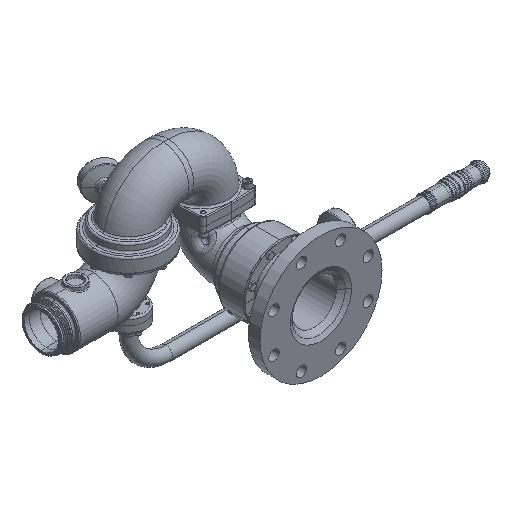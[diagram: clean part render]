
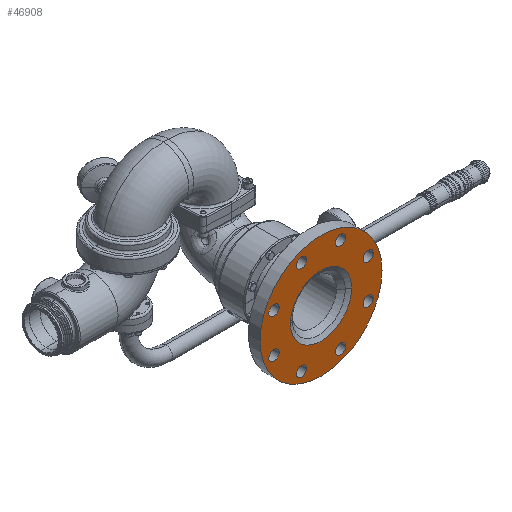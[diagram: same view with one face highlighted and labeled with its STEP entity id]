
A CAD part, isometric view. The second image highlights one B-rep face of the part: STEP entity #46908.
In plain terms, the highlighted planar face has unit normal (0, -1, 0).
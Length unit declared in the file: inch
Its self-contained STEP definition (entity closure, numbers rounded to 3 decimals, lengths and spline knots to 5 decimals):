
#45567=CARTESIAN_POINT('',(2.5,-8.682,0.));
#45568=DIRECTION('',(0.,-1.,0.));
#45569=DIRECTION('',(-1.,0.,0.));
#45570=AXIS2_PLACEMENT_3D('',#45567,#45568,#45569);
#45576=CARTESIAN_POINT('',(2.5,-8.682,0.));
#45577=DIRECTION('',(0.,1.,0.));
#45578=DIRECTION('',(-1.,0.,0.));
#45579=AXIS2_PLACEMENT_3D('',#45576,#45577,#45578);
#45595=CARTESIAN_POINT('',(-0.96455,-8.682,1.43506));
#45596=DIRECTION('',(0.,1.,0.));
#45597=DIRECTION('',(-1.,0.,0.));
#45598=AXIS2_PLACEMENT_3D('',#45595,#45596,#45597);
#45600=CARTESIAN_POINT('',(-0.96455,-8.682,1.43506));
#45601=DIRECTION('',(0.,1.,0.));
#45602=DIRECTION('',(1.,0.,0.));
#45603=AXIS2_PLACEMENT_3D('',#45600,#45601,#45602);
#45605=CARTESIAN_POINT('',(-0.96455,-8.682,-1.43506));
#45606=DIRECTION('',(0.,1.,0.));
#45607=DIRECTION('',(-1.,0.,0.));
#45608=AXIS2_PLACEMENT_3D('',#45605,#45606,#45607);
#45610=CARTESIAN_POINT('',(-0.96455,-8.682,-1.43506));
#45611=DIRECTION('',(0.,1.,0.));
#45612=DIRECTION('',(1.,0.,0.));
#45613=AXIS2_PLACEMENT_3D('',#45610,#45611,#45612);
#45615=CARTESIAN_POINT('',(1.06494,-8.682,-3.46455));
#45616=DIRECTION('',(0.,1.,0.));
#45617=DIRECTION('',(-1.,0.,0.));
#45618=AXIS2_PLACEMENT_3D('',#45615,#45616,#45617);
#45620=CARTESIAN_POINT('',(1.06494,-8.682,-3.46455));
#45621=DIRECTION('',(0.,1.,0.));
#45622=DIRECTION('',(1.,0.,0.));
#45623=AXIS2_PLACEMENT_3D('',#45620,#45621,#45622);
#45625=CARTESIAN_POINT('',(3.93506,-8.682,-3.46455));
#45626=DIRECTION('',(0.,1.,0.));
#45627=DIRECTION('',(-1.,0.,0.));
#45628=AXIS2_PLACEMENT_3D('',#45625,#45626,#45627);
#45630=CARTESIAN_POINT('',(3.93506,-8.682,-3.46455));
#45631=DIRECTION('',(0.,1.,0.));
#45632=DIRECTION('',(1.,0.,0.));
#45633=AXIS2_PLACEMENT_3D('',#45630,#45631,#45632);
#45635=CARTESIAN_POINT('',(5.96455,-8.682,-1.43506));
#45636=DIRECTION('',(0.,1.,0.));
#45637=DIRECTION('',(-1.,0.,0.));
#45638=AXIS2_PLACEMENT_3D('',#45635,#45636,#45637);
#45640=CARTESIAN_POINT('',(5.96455,-8.682,-1.43506));
#45641=DIRECTION('',(0.,1.,0.));
#45642=DIRECTION('',(1.,0.,0.));
#45643=AXIS2_PLACEMENT_3D('',#45640,#45641,#45642);
#45645=CARTESIAN_POINT('',(5.96455,-8.682,1.43506));
#45646=DIRECTION('',(0.,1.,0.));
#45647=DIRECTION('',(-1.,0.,0.));
#45648=AXIS2_PLACEMENT_3D('',#45645,#45646,#45647);
#45650=CARTESIAN_POINT('',(5.96455,-8.682,1.43506));
#45651=DIRECTION('',(0.,1.,0.));
#45652=DIRECTION('',(1.,0.,0.));
#45653=AXIS2_PLACEMENT_3D('',#45650,#45651,#45652);
#45655=CARTESIAN_POINT('',(3.93506,-8.682,3.46455));
#45656=DIRECTION('',(0.,1.,0.));
#45657=DIRECTION('',(-1.,0.,0.));
#45658=AXIS2_PLACEMENT_3D('',#45655,#45656,#45657);
#45660=CARTESIAN_POINT('',(3.93506,-8.682,3.46455));
#45661=DIRECTION('',(0.,1.,0.));
#45662=DIRECTION('',(1.,0.,0.));
#45663=AXIS2_PLACEMENT_3D('',#45660,#45661,#45662);
#45665=CARTESIAN_POINT('',(1.06494,-8.682,3.46455));
#45666=DIRECTION('',(0.,1.,0.));
#45667=DIRECTION('',(-1.,0.,0.));
#45668=AXIS2_PLACEMENT_3D('',#45665,#45666,#45667);
#45670=CARTESIAN_POINT('',(1.06494,-8.682,3.46455));
#45671=DIRECTION('',(0.,1.,0.));
#45672=DIRECTION('',(1.,0.,0.));
#45673=AXIS2_PLACEMENT_3D('',#45670,#45671,#45672);
#45675=CARTESIAN_POINT('',(2.5,-8.682,0.));
#45676=DIRECTION('',(0.,1.,0.));
#45677=DIRECTION('',(-1.,0.,0.));
#45678=AXIS2_PLACEMENT_3D('',#45675,#45676,#45677);
#45680=CARTESIAN_POINT('',(2.5,-8.682,0.));
#45681=DIRECTION('',(0.,1.,0.));
#45682=DIRECTION('',(1.,0.,0.));
#45683=AXIS2_PLACEMENT_3D('',#45680,#45681,#45682);
#46033=CARTESIAN_POINT('',(-1.984,-8.682,0.));
#46034=CARTESIAN_POINT('',(6.984,-8.682,0.));
#46035=VERTEX_POINT('',#46033);
#46036=VERTEX_POINT('',#46034);
#46088=CARTESIAN_POINT('',(-1.33955,-8.682,1.43506));
#46089=CARTESIAN_POINT('',(-0.58955,-8.682,1.43506));
#46090=VERTEX_POINT('',#46088);
#46091=VERTEX_POINT('',#46089);
#46096=CARTESIAN_POINT('',(-1.33955,-8.682,-1.43506));
#46097=CARTESIAN_POINT('',(-0.58955,-8.682,-1.43506));
#46098=VERTEX_POINT('',#46096);
#46099=VERTEX_POINT('',#46097);
#46104=CARTESIAN_POINT('',(0.68994,-8.682,-3.46455));
#46105=CARTESIAN_POINT('',(1.43994,-8.682,-3.46455));
#46106=VERTEX_POINT('',#46104);
#46107=VERTEX_POINT('',#46105);
#46112=CARTESIAN_POINT('',(3.56006,-8.682,-3.46455));
#46113=CARTESIAN_POINT('',(4.31006,-8.682,-3.46455));
#46114=VERTEX_POINT('',#46112);
#46115=VERTEX_POINT('',#46113);
#46141=CARTESIAN_POINT('',(5.58955,-8.682,-1.43506));
#46142=CARTESIAN_POINT('',(6.33955,-8.682,-1.43506));
#46143=VERTEX_POINT('',#46141);
#46144=VERTEX_POINT('',#46142);
#46149=CARTESIAN_POINT('',(5.58955,-8.682,1.43506));
#46150=CARTESIAN_POINT('',(6.33955,-8.682,1.43506));
#46151=VERTEX_POINT('',#46149);
#46152=VERTEX_POINT('',#46150);
#46157=CARTESIAN_POINT('',(3.56006,-8.682,3.46455));
#46158=CARTESIAN_POINT('',(4.31006,-8.682,3.46455));
#46159=VERTEX_POINT('',#46157);
#46160=VERTEX_POINT('',#46158);
#46165=CARTESIAN_POINT('',(0.68994,-8.682,3.46455));
#46166=CARTESIAN_POINT('',(1.43994,-8.682,3.46455));
#46167=VERTEX_POINT('',#46165);
#46168=VERTEX_POINT('',#46166);
#46173=CARTESIAN_POINT('',(0.25,-8.682,0.));
#46174=CARTESIAN_POINT('',(4.75,-8.682,0.));
#46175=VERTEX_POINT('',#46173);
#46176=VERTEX_POINT('',#46174);
#46845=CARTESIAN_POINT('',(2.5,-8.682,0.));
#46846=DIRECTION('',(0.,-1.,0.));
#46847=DIRECTION('',(-1.,0.,0.));
#46848=AXIS2_PLACEMENT_3D('',#46845,#46846,#46847);
#46849=PLANE('',#46848);
#46850=ORIENTED_EDGE('',*,*,#46827,.T.);
#46851=ORIENTED_EDGE('',*,*,#46812,.F.);
#46852=EDGE_LOOP('',(#46850,#46851));
#46853=FACE_OUTER_BOUND('',#46852,.F.);
#46855=ORIENTED_EDGE('',*,*,#46854,.F.);
#46857=ORIENTED_EDGE('',*,*,#46856,.F.);
#46858=EDGE_LOOP('',(#46855,#46857));
#46859=FACE_BOUND('',#46858,.F.);
#46861=ORIENTED_EDGE('',*,*,#46860,.F.);
#46863=ORIENTED_EDGE('',*,*,#46862,.F.);
#46864=EDGE_LOOP('',(#46861,#46863));
#46865=FACE_BOUND('',#46864,.F.);
#46867=ORIENTED_EDGE('',*,*,#46866,.F.);
#46869=ORIENTED_EDGE('',*,*,#46868,.F.);
#46870=EDGE_LOOP('',(#46867,#46869));
#46871=FACE_BOUND('',#46870,.F.);
#46873=ORIENTED_EDGE('',*,*,#46872,.F.);
#46875=ORIENTED_EDGE('',*,*,#46874,.F.);
#46876=EDGE_LOOP('',(#46873,#46875));
#46877=FACE_BOUND('',#46876,.F.);
#46879=ORIENTED_EDGE('',*,*,#46878,.F.);
#46881=ORIENTED_EDGE('',*,*,#46880,.F.);
#46882=EDGE_LOOP('',(#46879,#46881));
#46883=FACE_BOUND('',#46882,.F.);
#46885=ORIENTED_EDGE('',*,*,#46884,.F.);
#46887=ORIENTED_EDGE('',*,*,#46886,.F.);
#46888=EDGE_LOOP('',(#46885,#46887));
#46889=FACE_BOUND('',#46888,.F.);
#46891=ORIENTED_EDGE('',*,*,#46890,.F.);
#46893=ORIENTED_EDGE('',*,*,#46892,.F.);
#46894=EDGE_LOOP('',(#46891,#46893));
#46895=FACE_BOUND('',#46894,.F.);
#46897=ORIENTED_EDGE('',*,*,#46896,.F.);
#46899=ORIENTED_EDGE('',*,*,#46898,.F.);
#46900=EDGE_LOOP('',(#46897,#46899));
#46901=FACE_BOUND('',#46900,.F.);
#46903=ORIENTED_EDGE('',*,*,#46902,.F.);
#46905=ORIENTED_EDGE('',*,*,#46904,.F.);
#46906=EDGE_LOOP('',(#46903,#46905));
#46907=FACE_BOUND('',#46906,.F.);
#45571=CIRCLE('',#45570,4.484);
#45580=CIRCLE('',#45579,4.484);
#45599=CIRCLE('',#45598,0.375);
#45604=CIRCLE('',#45603,0.375);
#45609=CIRCLE('',#45608,0.375);
#45614=CIRCLE('',#45613,0.375);
#45619=CIRCLE('',#45618,0.375);
#45624=CIRCLE('',#45623,0.375);
#45629=CIRCLE('',#45628,0.375);
#45634=CIRCLE('',#45633,0.375);
#45639=CIRCLE('',#45638,0.375);
#45644=CIRCLE('',#45643,0.375);
#45649=CIRCLE('',#45648,0.375);
#45654=CIRCLE('',#45653,0.375);
#45659=CIRCLE('',#45658,0.375);
#45664=CIRCLE('',#45663,0.375);
#45669=CIRCLE('',#45668,0.375);
#45674=CIRCLE('',#45673,0.375);
#45679=CIRCLE('',#45678,2.25);
#45684=CIRCLE('',#45683,2.25);
#46812=EDGE_CURVE('',#46035,#46036,#45571,.T.);
#46827=EDGE_CURVE('',#46035,#46036,#45580,.T.);
#46854=EDGE_CURVE('',#46090,#46091,#45599,.T.);
#46856=EDGE_CURVE('',#46091,#46090,#45604,.T.);
#46860=EDGE_CURVE('',#46098,#46099,#45609,.T.);
#46862=EDGE_CURVE('',#46099,#46098,#45614,.T.);
#46866=EDGE_CURVE('',#46106,#46107,#45619,.T.);
#46868=EDGE_CURVE('',#46107,#46106,#45624,.T.);
#46872=EDGE_CURVE('',#46114,#46115,#45629,.T.);
#46874=EDGE_CURVE('',#46115,#46114,#45634,.T.);
#46878=EDGE_CURVE('',#46143,#46144,#45639,.T.);
#46880=EDGE_CURVE('',#46144,#46143,#45644,.T.);
#46884=EDGE_CURVE('',#46151,#46152,#45649,.T.);
#46886=EDGE_CURVE('',#46152,#46151,#45654,.T.);
#46890=EDGE_CURVE('',#46159,#46160,#45659,.T.);
#46892=EDGE_CURVE('',#46160,#46159,#45664,.T.);
#46896=EDGE_CURVE('',#46167,#46168,#45669,.T.);
#46898=EDGE_CURVE('',#46168,#46167,#45674,.T.);
#46902=EDGE_CURVE('',#46175,#46176,#45679,.T.);
#46904=EDGE_CURVE('',#46176,#46175,#45684,.T.);
#46908=ADVANCED_FACE('',(#46853,#46859,#46865,#46871,#46877,#46883,#46889,
#46895,#46901,#46907),#46849,.T.);
